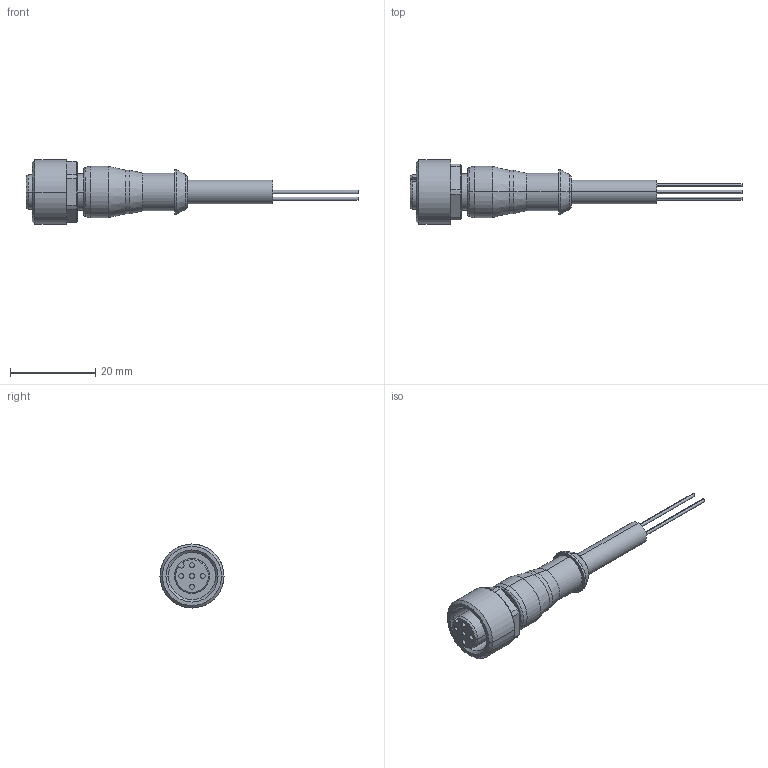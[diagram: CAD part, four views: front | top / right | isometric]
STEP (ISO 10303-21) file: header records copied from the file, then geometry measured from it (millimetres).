
FILE_DESCRIPTION (( 'STEP AP203' ), '1' );
FILE_NAME ('7000-12181-0330500.step', '2022-10-27T13:00:18', ( '' ), ( '' ), 'SwSTEP 2.0', 'SolidWorks 2021', '' );
FILE_SCHEMA (( 'CONFIG_CONTROL_DESIGN' ));
Length unit declared in the file: inch
Products named in the file (1): 7000-12181-0330500
Bounding box: 77.8 x 15 x 15 mm (x, y, z)
Volume: 4051.6 mm3; surface area: 2810.2 mm2
Topology: 1 solids, 1 shells, 100 faces, 213 edges, 130 vertices
Faces by surface type: cylinder 41, plane 32, cone 21, bspline 6
Entity records: 2926 total; most frequent: CARTESIAN_POINT 663, DIRECTION 490, ORIENTED_EDGE 426, EDGE_CURVE 213, AXIS2_PLACEMENT_3D 202, VERTEX_POINT 130, EDGE_LOOP 115, CIRCLE 107
